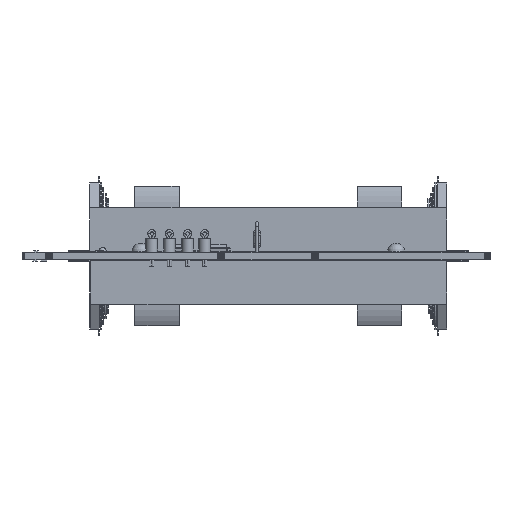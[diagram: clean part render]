
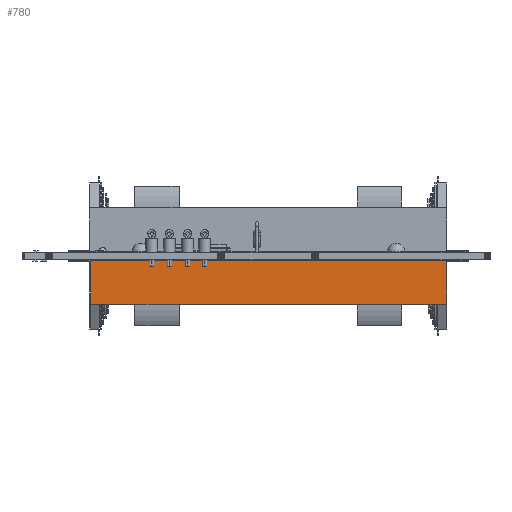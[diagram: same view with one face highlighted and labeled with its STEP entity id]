
A CAD part, left-side view. The second image highlights one B-rep face of the part: STEP entity #780.
In plain terms, the highlighted face is planar.
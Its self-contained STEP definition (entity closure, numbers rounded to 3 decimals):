
#180 = VERTEX_POINT('',#181);
#181 = CARTESIAN_POINT('',(-28.82,10.325,9.6));
#201 = CYLINDRICAL_SURFACE('',#202,9.);
#202 = AXIS2_PLACEMENT_3D('',#203,#204,#205);
#203 = CARTESIAN_POINT('',(-32.5,1.325,9.6));
#204 = DIRECTION('',(-1.,-0.,-0.));
#205 = DIRECTION('',(0.,1.,0.));
#229 = PLANE('',#230);
#230 = AXIS2_PLACEMENT_3D('',#231,#232,#233);
#231 = CARTESIAN_POINT('',(0.,9.537,9.6));
#232 = DIRECTION('',(0.,0.,1.));
#233 = DIRECTION('',(0.,1.,0.));
#294 = VERTEX_POINT('',#295);
#295 = CARTESIAN_POINT('',(-19.263,10.325,9.6));
#326 = EDGE_CURVE('',#180,#294,#327,.T.);
#327 = SURFACE_CURVE('',#328,(#332,#339),.PCURVE_S1.);
#328 = LINE('',#329,#330);
#329 = CARTESIAN_POINT('',(-32.5,10.325,9.6));
#330 = VECTOR('',#331,1.);
#331 = DIRECTION('',(1.,0.,0.));
#332 = PCURVE('',#201,#333);
#333 = DEFINITIONAL_REPRESENTATION('',(#334),#338);
#334 = LINE('',#335,#336);
#335 = CARTESIAN_POINT('',(6.283,0.));
#336 = VECTOR('',#337,1.);
#337 = DIRECTION('',(0.,-1.));
#338 = ( GEOMETRIC_REPRESENTATION_CONTEXT(2) 
PARAMETRIC_REPRESENTATION_CONTEXT() REPRESENTATION_CONTEXT('2D SPACE',''
  ) );
#339 = PCURVE('',#340,#345);
#340 = PLANE('',#341);
#341 = AXIS2_PLACEMENT_3D('',#342,#343,#344);
#342 = CARTESIAN_POINT('',(38.525,10.325,0.1));
#343 = DIRECTION('',(0.,-1.,0.));
#344 = DIRECTION('',(-1.,0.,0.));
#345 = DEFINITIONAL_REPRESENTATION('',(#346),#350);
#346 = LINE('',#347,#348);
#347 = CARTESIAN_POINT('',(71.025,-9.5));
#348 = VECTOR('',#349,1.);
#349 = DIRECTION('',(-1.,-0.));
#350 = ( GEOMETRIC_REPRESENTATION_CONTEXT(2) 
PARAMETRIC_REPRESENTATION_CONTEXT() REPRESENTATION_CONTEXT('2D SPACE',''
  ) );
#492 = VERTEX_POINT('',#493);
#493 = CARTESIAN_POINT('',(38.525,10.325,9.6));
#507 = PLANE('',#508);
#508 = AXIS2_PLACEMENT_3D('',#509,#510,#511);
#509 = CARTESIAN_POINT('',(38.525,0.,8.36));
#510 = DIRECTION('',(1.,0.,0.));
#511 = DIRECTION('',(0.,0.,1.));
#519 = EDGE_CURVE('',#520,#492,#522,.T.);
#520 = VERTEX_POINT('',#521);
#521 = CARTESIAN_POINT('',(28.82,10.325,9.6));
#522 = SURFACE_CURVE('',#523,(#527,#534),.PCURVE_S1.);
#523 = LINE('',#524,#525);
#524 = CARTESIAN_POINT('',(-32.5,10.325,9.6));
#525 = VECTOR('',#526,1.);
#526 = DIRECTION('',(1.,0.,0.));
#527 = PCURVE('',#229,#528);
#528 = DEFINITIONAL_REPRESENTATION('',(#529),#533);
#529 = LINE('',#530,#531);
#530 = CARTESIAN_POINT('',(0.788,32.5));
#531 = VECTOR('',#532,1.);
#532 = DIRECTION('',(0.,-1.));
#533 = ( GEOMETRIC_REPRESENTATION_CONTEXT(2) 
PARAMETRIC_REPRESENTATION_CONTEXT() REPRESENTATION_CONTEXT('2D SPACE',''
  ) );
#534 = PCURVE('',#340,#535);
#535 = DEFINITIONAL_REPRESENTATION('',(#536),#540);
#536 = LINE('',#537,#538);
#537 = CARTESIAN_POINT('',(71.025,-9.5));
#538 = VECTOR('',#539,1.);
#539 = DIRECTION('',(-1.,-0.));
#540 = ( GEOMETRIC_REPRESENTATION_CONTEXT(2) 
PARAMETRIC_REPRESENTATION_CONTEXT() REPRESENTATION_CONTEXT('2D SPACE',''
  ) );
#599 = VERTEX_POINT('',#600);
#600 = CARTESIAN_POINT('',(19.263,10.325,9.6));
#626 = EDGE_CURVE('',#294,#599,#627,.T.);
#627 = SURFACE_CURVE('',#628,(#632,#639),.PCURVE_S1.);
#628 = LINE('',#629,#630);
#629 = CARTESIAN_POINT('',(-32.5,10.325,9.6));
#630 = VECTOR('',#631,1.);
#631 = DIRECTION('',(1.,0.,0.));
#632 = PCURVE('',#229,#633);
#633 = DEFINITIONAL_REPRESENTATION('',(#634),#638);
#634 = LINE('',#635,#636);
#635 = CARTESIAN_POINT('',(0.788,32.5));
#636 = VECTOR('',#637,1.);
#637 = DIRECTION('',(0.,-1.));
#638 = ( GEOMETRIC_REPRESENTATION_CONTEXT(2) 
PARAMETRIC_REPRESENTATION_CONTEXT() REPRESENTATION_CONTEXT('2D SPACE',''
  ) );
#639 = PCURVE('',#340,#640);
#640 = DEFINITIONAL_REPRESENTATION('',(#641),#645);
#641 = LINE('',#642,#643);
#642 = CARTESIAN_POINT('',(71.025,-9.5));
#643 = VECTOR('',#644,1.);
#644 = DIRECTION('',(-1.,-0.));
#645 = ( GEOMETRIC_REPRESENTATION_CONTEXT(2) 
PARAMETRIC_REPRESENTATION_CONTEXT() REPRESENTATION_CONTEXT('2D SPACE',''
  ) );
#670 = EDGE_CURVE('',#180,#671,#673,.T.);
#671 = VERTEX_POINT('',#672);
#672 = CARTESIAN_POINT('',(-38.525,10.325,9.6));
#673 = SURFACE_CURVE('',#674,(#678,#685),.PCURVE_S1.);
#674 = LINE('',#675,#676);
#675 = CARTESIAN_POINT('',(38.525,10.325,9.6));
#676 = VECTOR('',#677,1.);
#677 = DIRECTION('',(-1.,0.,0.));
#678 = PCURVE('',#229,#679);
#679 = DEFINITIONAL_REPRESENTATION('',(#680),#684);
#680 = LINE('',#681,#682);
#681 = CARTESIAN_POINT('',(0.788,-38.525));
#682 = VECTOR('',#683,1.);
#683 = DIRECTION('',(0.,1.));
#684 = ( GEOMETRIC_REPRESENTATION_CONTEXT(2) 
PARAMETRIC_REPRESENTATION_CONTEXT() REPRESENTATION_CONTEXT('2D SPACE',''
  ) );
#685 = PCURVE('',#340,#686);
#686 = DEFINITIONAL_REPRESENTATION('',(#687),#691);
#687 = LINE('',#688,#689);
#688 = CARTESIAN_POINT('',(0.,-9.5));
#689 = VECTOR('',#690,1.);
#690 = DIRECTION('',(1.,0.));
#691 = ( GEOMETRIC_REPRESENTATION_CONTEXT(2) 
PARAMETRIC_REPRESENTATION_CONTEXT() REPRESENTATION_CONTEXT('2D SPACE',''
  ) );
#709 = PLANE('',#710);
#710 = AXIS2_PLACEMENT_3D('',#711,#712,#713);
#711 = CARTESIAN_POINT('',(-38.525,0.,8.36));
#712 = DIRECTION('',(-1.,0.,0.));
#713 = DIRECTION('',(0.,0.,-1.));
#780 = ADVANCED_FACE('',(#781),#340,.F.);
#781 = FACE_BOUND('',#782,.F.);
#782 = EDGE_LOOP('',(#783,#813,#834,#835,#861,#862,#863,#864));
#783 = ORIENTED_EDGE('',*,*,#784,.F.);
#784 = EDGE_CURVE('',#785,#787,#789,.T.);
#785 = VERTEX_POINT('',#786);
#786 = CARTESIAN_POINT('',(38.525,10.325,0.1));
#787 = VERTEX_POINT('',#788);
#788 = CARTESIAN_POINT('',(-38.525,10.325,0.1));
#789 = SURFACE_CURVE('',#790,(#794,#801),.PCURVE_S1.);
#790 = LINE('',#791,#792);
#791 = CARTESIAN_POINT('',(38.525,10.325,0.1));
#792 = VECTOR('',#793,1.);
#793 = DIRECTION('',(-1.,0.,0.));
#794 = PCURVE('',#340,#795);
#795 = DEFINITIONAL_REPRESENTATION('',(#796),#800);
#796 = LINE('',#797,#798);
#797 = CARTESIAN_POINT('',(0.,-0.));
#798 = VECTOR('',#799,1.);
#799 = DIRECTION('',(1.,0.));
#800 = ( GEOMETRIC_REPRESENTATION_CONTEXT(2) 
PARAMETRIC_REPRESENTATION_CONTEXT() REPRESENTATION_CONTEXT('2D SPACE',''
  ) );
#801 = PCURVE('',#802,#807);
#802 = PLANE('',#803);
#803 = AXIS2_PLACEMENT_3D('',#804,#805,#806);
#804 = CARTESIAN_POINT('',(0.,0.,0.1));
#805 = DIRECTION('',(0.,0.,1.));
#806 = DIRECTION('',(1.,0.,-0.));
#807 = DEFINITIONAL_REPRESENTATION('',(#808),#812);
#808 = LINE('',#809,#810);
#809 = CARTESIAN_POINT('',(38.525,10.325));
#810 = VECTOR('',#811,1.);
#811 = DIRECTION('',(-1.,0.));
#812 = ( GEOMETRIC_REPRESENTATION_CONTEXT(2) 
PARAMETRIC_REPRESENTATION_CONTEXT() REPRESENTATION_CONTEXT('2D SPACE',''
  ) );
#813 = ORIENTED_EDGE('',*,*,#814,.T.);
#814 = EDGE_CURVE('',#785,#492,#815,.T.);
#815 = SURFACE_CURVE('',#816,(#820,#827),.PCURVE_S1.);
#816 = LINE('',#817,#818);
#817 = CARTESIAN_POINT('',(38.525,10.325,0.1));
#818 = VECTOR('',#819,1.);
#819 = DIRECTION('',(0.,0.,1.));
#820 = PCURVE('',#340,#821);
#821 = DEFINITIONAL_REPRESENTATION('',(#822),#826);
#822 = LINE('',#823,#824);
#823 = CARTESIAN_POINT('',(0.,-0.));
#824 = VECTOR('',#825,1.);
#825 = DIRECTION('',(0.,-1.));
#826 = ( GEOMETRIC_REPRESENTATION_CONTEXT(2) 
PARAMETRIC_REPRESENTATION_CONTEXT() REPRESENTATION_CONTEXT('2D SPACE',''
  ) );
#827 = PCURVE('',#507,#828);
#828 = DEFINITIONAL_REPRESENTATION('',(#829),#833);
#829 = LINE('',#830,#831);
#830 = CARTESIAN_POINT('',(-8.26,-10.325));
#831 = VECTOR('',#832,1.);
#832 = DIRECTION('',(1.,0.));
#833 = ( GEOMETRIC_REPRESENTATION_CONTEXT(2) 
PARAMETRIC_REPRESENTATION_CONTEXT() REPRESENTATION_CONTEXT('2D SPACE',''
  ) );
#834 = ORIENTED_EDGE('',*,*,#519,.F.);
#835 = ORIENTED_EDGE('',*,*,#836,.F.);
#836 = EDGE_CURVE('',#599,#520,#837,.T.);
#837 = SURFACE_CURVE('',#838,(#842,#849),.PCURVE_S1.);
#838 = LINE('',#839,#840);
#839 = CARTESIAN_POINT('',(-32.5,10.325,9.6));
#840 = VECTOR('',#841,1.);
#841 = DIRECTION('',(1.,0.,0.));
#842 = PCURVE('',#340,#843);
#843 = DEFINITIONAL_REPRESENTATION('',(#844),#848);
#844 = LINE('',#845,#846);
#845 = CARTESIAN_POINT('',(71.025,-9.5));
#846 = VECTOR('',#847,1.);
#847 = DIRECTION('',(-1.,-0.));
#848 = ( GEOMETRIC_REPRESENTATION_CONTEXT(2) 
PARAMETRIC_REPRESENTATION_CONTEXT() REPRESENTATION_CONTEXT('2D SPACE',''
  ) );
#849 = PCURVE('',#850,#855);
#850 = CYLINDRICAL_SURFACE('',#851,9.);
#851 = AXIS2_PLACEMENT_3D('',#852,#853,#854);
#852 = CARTESIAN_POINT('',(-32.5,1.325,9.6));
#853 = DIRECTION('',(-1.,-0.,-0.));
#854 = DIRECTION('',(0.,1.,0.));
#855 = DEFINITIONAL_REPRESENTATION('',(#856),#860);
#856 = LINE('',#857,#858);
#857 = CARTESIAN_POINT('',(6.283,0.));
#858 = VECTOR('',#859,1.);
#859 = DIRECTION('',(0.,-1.));
#860 = ( GEOMETRIC_REPRESENTATION_CONTEXT(2) 
PARAMETRIC_REPRESENTATION_CONTEXT() REPRESENTATION_CONTEXT('2D SPACE',''
  ) );
#861 = ORIENTED_EDGE('',*,*,#626,.F.);
#862 = ORIENTED_EDGE('',*,*,#326,.F.);
#863 = ORIENTED_EDGE('',*,*,#670,.T.);
#864 = ORIENTED_EDGE('',*,*,#865,.F.);
#865 = EDGE_CURVE('',#787,#671,#866,.T.);
#866 = SURFACE_CURVE('',#867,(#871,#878),.PCURVE_S1.);
#867 = LINE('',#868,#869);
#868 = CARTESIAN_POINT('',(-38.525,10.325,0.1));
#869 = VECTOR('',#870,1.);
#870 = DIRECTION('',(0.,0.,1.));
#871 = PCURVE('',#340,#872);
#872 = DEFINITIONAL_REPRESENTATION('',(#873),#877);
#873 = LINE('',#874,#875);
#874 = CARTESIAN_POINT('',(77.05,0.));
#875 = VECTOR('',#876,1.);
#876 = DIRECTION('',(0.,-1.));
#877 = ( GEOMETRIC_REPRESENTATION_CONTEXT(2) 
PARAMETRIC_REPRESENTATION_CONTEXT() REPRESENTATION_CONTEXT('2D SPACE',''
  ) );
#878 = PCURVE('',#709,#879);
#879 = DEFINITIONAL_REPRESENTATION('',(#880),#884);
#880 = LINE('',#881,#882);
#881 = CARTESIAN_POINT('',(8.26,-10.325));
#882 = VECTOR('',#883,1.);
#883 = DIRECTION('',(-1.,0.));
#884 = ( GEOMETRIC_REPRESENTATION_CONTEXT(2) 
PARAMETRIC_REPRESENTATION_CONTEXT() REPRESENTATION_CONTEXT('2D SPACE',''
  ) );
